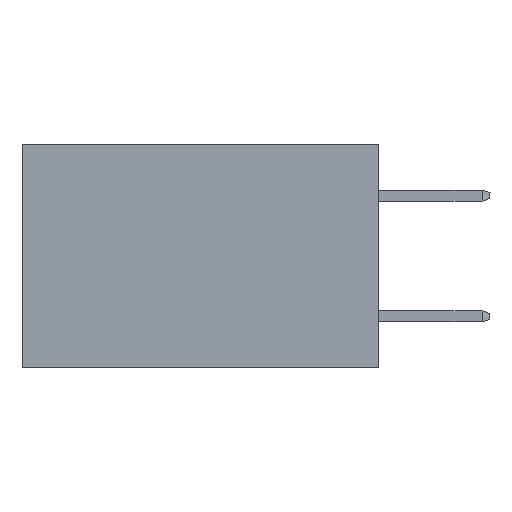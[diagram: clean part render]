
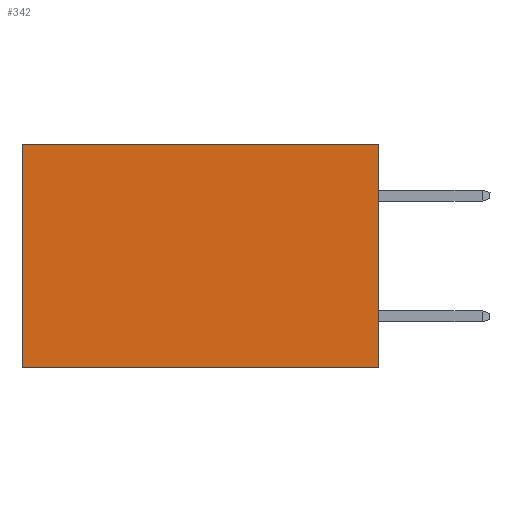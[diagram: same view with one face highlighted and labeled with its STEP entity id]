
A CAD part, left-side view. The second image highlights one B-rep face of the part: STEP entity #342.
In plain terms, the highlighted planar face has unit normal (-1, 0, 0).
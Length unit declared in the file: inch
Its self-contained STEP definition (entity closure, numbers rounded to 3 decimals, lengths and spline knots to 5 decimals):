
#342 = ADVANCED_FACE ( 'NONE', ( #10457 ), #10639, .F. ) ;
#501 = CARTESIAN_POINT ( 'NONE',  ( 0.277, 0., -0.37 ) ) ;
#766 = VERTEX_POINT ( 'NONE', #8693 ) ;
#885 = VECTOR ( 'NONE', #1724, 39.37008 ) ;
#1537 = CARTESIAN_POINT ( 'NONE',  ( 0.277, 0., 0. ) ) ;
#1724 = DIRECTION ( 'NONE',  ( 0., 0., -1. ) ) ;
#1793 = CARTESIAN_POINT ( 'NONE',  ( 0.277, 0., -0.37 ) ) ;
#1995 = VECTOR ( 'NONE', #9431, 39.37008 ) ;
#2000 = ORIENTED_EDGE ( 'NONE', *, *, #5333, .F. ) ;
#2261 = VERTEX_POINT ( 'NONE', #9205 ) ;
#2493 = VERTEX_POINT ( 'NONE', #1537 ) ;
#2586 = LINE ( 'NONE', #9494, #11609 ) ;
#2880 = ORIENTED_EDGE ( 'NONE', *, *, #5182, .T. ) ;
#3721 = EDGE_LOOP ( 'NONE', ( #8983, #2000, #7151, #2880 ) ) ;
#5112 = DIRECTION ( 'NONE',  ( 0., 0., -1. ) ) ;
#5165 = EDGE_CURVE ( 'NONE', #2261, #9508, #2586, .T. ) ;
#5167 = VECTOR ( 'NONE', #8588, 39.37008 ) ;
#5182 = EDGE_CURVE ( 'NONE', #2493, #2261, #9252, .T. ) ;
#5333 = EDGE_CURVE ( 'NONE', #766, #9508, #9941, .T. ) ;
#6628 = LINE ( 'NONE', #1793, #885 ) ;
#7151 = ORIENTED_EDGE ( 'NONE', *, *, #8508, .F. ) ;
#8508 = EDGE_CURVE ( 'NONE', #2493, #766, #6628, .T. ) ;
#8588 = DIRECTION ( 'NONE',  ( 0., 1., 0. ) ) ;
#8601 = CARTESIAN_POINT ( 'NONE',  ( 0.277, 0., -0.37 ) ) ;
#8693 = CARTESIAN_POINT ( 'NONE',  ( 0.277, 0., -0.37 ) ) ;
#8983 = ORIENTED_EDGE ( 'NONE', *, *, #5165, .T. ) ;
#9205 = CARTESIAN_POINT ( 'NONE',  ( 0.277, 0.59, 0. ) ) ;
#9252 = LINE ( 'NONE', #9414, #1995 ) ;
#9414 = CARTESIAN_POINT ( 'NONE',  ( 0.277, 0., 0. ) ) ;
#9431 = DIRECTION ( 'NONE',  ( 0., 1., 0. ) ) ;
#9444 = DIRECTION ( 'NONE',  ( 0., 0., -1. ) ) ;
#9494 = CARTESIAN_POINT ( 'NONE',  ( 0.277, 0.59, -0.37 ) ) ;
#9508 = VERTEX_POINT ( 'NONE', #10599 ) ;
#9941 = LINE ( 'NONE', #8601, #5167 ) ;
#10457 = FACE_OUTER_BOUND ( 'NONE', #3721, .T. ) ;
#10516 = DIRECTION ( 'NONE',  ( 1., 0., 0. ) ) ;
#10599 = CARTESIAN_POINT ( 'NONE',  ( 0.277, 0.59, -0.37 ) ) ;
#10639 = PLANE ( 'NONE',  #11288 ) ;
#11288 = AXIS2_PLACEMENT_3D ( 'NONE', #501, #10516, #5112 ) ;
#11609 = VECTOR ( 'NONE', #9444, 39.37008 ) ;
